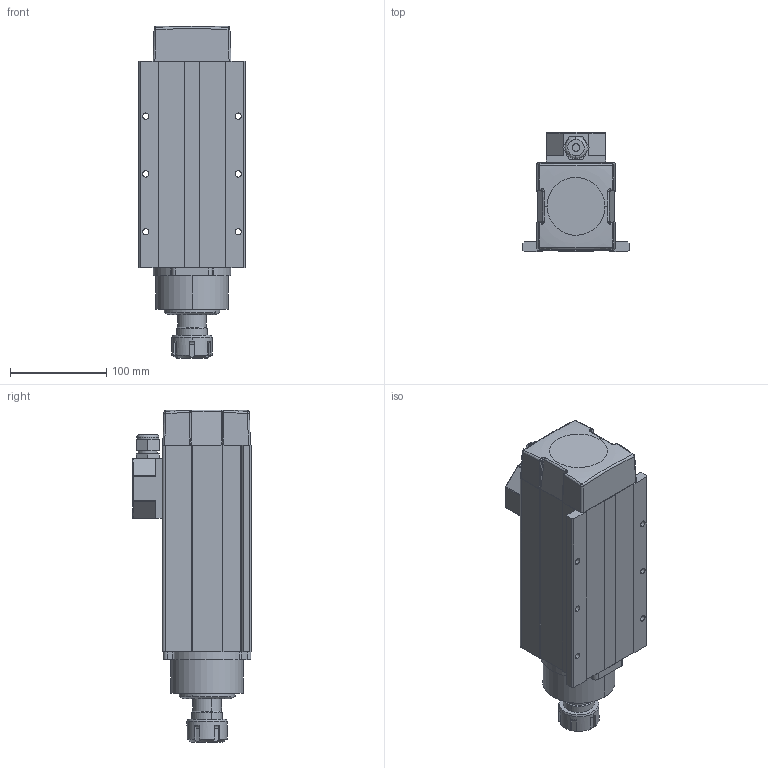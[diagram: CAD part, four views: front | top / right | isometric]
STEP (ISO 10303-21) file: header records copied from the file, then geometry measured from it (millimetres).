
FILE_DESCRIPTION (( 'STEP AP214' ), '1' );
FILE_NAME ('GDF46-24Z-3.5諉盄碟湍褐遴ER25.STEP', '2024-07-18T05:25:58', ( '00' ), ( '' ), 'SwSTEP 2.0', 'SolidWorks 2018', '' );
FILE_SCHEMA (( 'AUTOMOTIVE_DESIGN' ));
Length unit declared in the file: millimetre
Products named in the file (12): GDF46-18Z-3.0-01 躇猾裔; GDF46-18Z-3.0-09 粣; 諉盄碟; GDF46-18Z-3.0-02 ヶ裔; ER25蹟簽; GDF46-18Z-3.0-06 湍褐梟儂褲; GDF46-18Z-3.0-09蛌赽粣; GDF46-1 軞蚾; GDF46-24Z-3.5諉盄碟湍褐遴ER25; 瑞欶.prt; ER25-6 粟俶芠標; GDF46-18Z-3.0-03 傷裔
Assembly tree (11 placements, depth 4):
  GDF46-24Z-3.5諉盄碟湍褐遴ER25
    GDF46-18Z-3.0-03 傷裔
    GDF46-1 軞蚾
      GDF46-18Z-3.0-09蛌赽粣
        GDF46-18Z-3.0-09 粣
    GDF46-18Z-3.0-02 ヶ裔
    GDF46-18Z-3.0-01 躇猾裔
    瑞欶.prt
    諉盄碟
    ER25蹟簽
    ER25-6 粟俶芠標
    GDF46-18Z-3.0-06 湍褐梟儂褲
Bounding box: 110 x 123.3 x 344.5 mm (x, y, z)
Volume: 872253.7 mm3; surface area: 322332.1 mm2
Topology: 9 solids, 9 shells, 477 faces, 1174 edges, 746 vertices
Faces by surface type: plane 201, cylinder 194, bspline 50, cone 32
Entity records: 21931 total; most frequent: CARTESIAN_POINT 5039, DIRECTION 2334, ORIENTED_EDGE 2332, EDGE_CURVE 1166, AXIS2_PLACEMENT_3D 871, VERTEX_POINT 746, LINE 592, VECTOR 592
